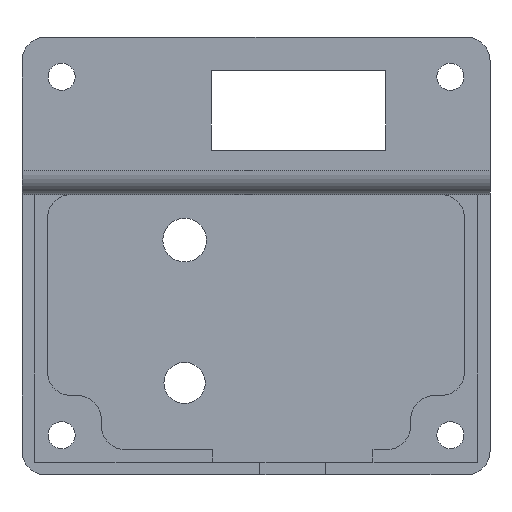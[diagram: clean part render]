
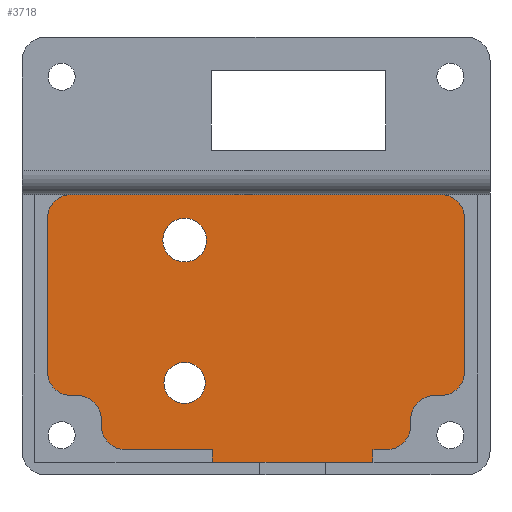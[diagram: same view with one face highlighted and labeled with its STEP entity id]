
A CAD part, front view. The second image highlights one B-rep face of the part: STEP entity #3718.
In plain terms, the highlighted planar face has unit normal (0, -1, 0).
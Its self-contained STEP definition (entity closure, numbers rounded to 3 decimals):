
#63=CIRCLE('',#3826,2.75);
#67=CIRCLE('',#3832,2.6);
#108=CIRCLE('',#3920,3.);
#110=CIRCLE('',#3924,3.);
#112=CIRCLE('',#3928,3.);
#115=CIRCLE('',#3933,3.);
#117=CIRCLE('',#3938,3.);
#118=CIRCLE('',#3941,3.);
#120=CIRCLE('',#3944,3.);
#121=CIRCLE('',#3945,3.);
#146=FACE_BOUND('',#715,.T.);
#147=FACE_BOUND('',#716,.T.);
#494=FACE_OUTER_BOUND('',#714,.T.);
#714=EDGE_LOOP('',(#3301,#3302,#3303,#3304,#3305,#3306,#3307,#3308,#3309,
#3310,#3311,#3312,#3313,#3314,#3315,#3316,#3317,#3318,#3319,#3320));
#715=EDGE_LOOP('',(#3321));
#716=EDGE_LOOP('',(#3322));
#1029=LINE('',#6665,#1384);
#1037=LINE('',#6683,#1392);
#1041=LINE('',#6695,#1396);
#1050=LINE('',#6719,#1405);
#1053=LINE('',#6727,#1408);
#1057=LINE('',#6739,#1412);
#1058=LINE('',#6741,#1413);
#1059=LINE('',#6745,#1414);
#1060=LINE('',#6749,#1415);
#1061=LINE('',#6751,#1416);
#1062=LINE('',#6753,#1417);
#1063=LINE('',#6754,#1418);
#1384=VECTOR('',#4595,10.);
#1392=VECTOR('',#4611,10.);
#1396=VECTOR('',#4623,10.);
#1405=VECTOR('',#4644,10.);
#1408=VECTOR('',#4653,10.);
#1412=VECTOR('',#4665,10.);
#1413=VECTOR('',#4666,10.);
#1414=VECTOR('',#4669,10.);
#1415=VECTOR('',#4672,10.);
#1416=VECTOR('',#4673,10.);
#1417=VECTOR('',#4674,10.);
#1418=VECTOR('',#4675,10.);
#1675=VERTEX_POINT('',#6395);
#1678=VERTEX_POINT('',#6405);
#1756=VERTEX_POINT('',#6653);
#1757=VERTEX_POINT('',#6654);
#1761=VERTEX_POINT('',#6664);
#1765=VERTEX_POINT('',#6676);
#1767=VERTEX_POINT('',#6682);
#1769=VERTEX_POINT('',#6688);
#1771=VERTEX_POINT('',#6694);
#1774=VERTEX_POINT('',#6702);
#1780=VERTEX_POINT('',#6718);
#1781=VERTEX_POINT('',#6722);
#1782=VERTEX_POINT('',#6726);
#1783=VERTEX_POINT('',#6730);
#1784=VERTEX_POINT('',#6731);
#1787=VERTEX_POINT('',#6740);
#1788=VERTEX_POINT('',#6742);
#1789=VERTEX_POINT('',#6744);
#1790=VERTEX_POINT('',#6746);
#1791=VERTEX_POINT('',#6748);
#1792=VERTEX_POINT('',#6750);
#1793=VERTEX_POINT('',#6752);
#2139=EDGE_CURVE('',#1675,#1675,#63,.T.);
#2144=EDGE_CURVE('',#1678,#1678,#67,.T.);
#2266=EDGE_CURVE('',#1756,#1757,#108,.T.);
#2271=EDGE_CURVE('',#1761,#1756,#1029,.T.);
#2278=EDGE_CURVE('',#1765,#1761,#110,.T.);
#2281=EDGE_CURVE('',#1767,#1765,#1037,.T.);
#2284=EDGE_CURVE('',#1769,#1767,#112,.T.);
#2287=EDGE_CURVE('',#1771,#1769,#1041,.T.);
#2291=EDGE_CURVE('',#1771,#1774,#115,.F.);
#2299=EDGE_CURVE('',#1780,#1774,#1050,.T.);
#2301=EDGE_CURVE('',#1781,#1780,#117,.T.);
#2303=EDGE_CURVE('',#1782,#1781,#1053,.T.);
#2305=EDGE_CURVE('',#1783,#1784,#118,.T.);
#2309=EDGE_CURVE('',#1757,#1783,#1057,.T.);
#2310=EDGE_CURVE('',#1784,#1787,#1058,.T.);
#2311=EDGE_CURVE('',#1788,#1787,#120,.F.);
#2312=EDGE_CURVE('',#1788,#1789,#1059,.T.);
#2313=EDGE_CURVE('',#1789,#1790,#121,.T.);
#2314=EDGE_CURVE('',#1790,#1791,#1060,.T.);
#2315=EDGE_CURVE('',#1791,#1792,#1061,.T.);
#2316=EDGE_CURVE('',#1792,#1793,#1062,.T.);
#2317=EDGE_CURVE('',#1793,#1782,#1063,.T.);
#3301=ORIENTED_EDGE('',*,*,#2266,.T.);
#3302=ORIENTED_EDGE('',*,*,#2309,.T.);
#3303=ORIENTED_EDGE('',*,*,#2305,.T.);
#3304=ORIENTED_EDGE('',*,*,#2310,.T.);
#3305=ORIENTED_EDGE('',*,*,#2311,.F.);
#3306=ORIENTED_EDGE('',*,*,#2312,.T.);
#3307=ORIENTED_EDGE('',*,*,#2313,.T.);
#3308=ORIENTED_EDGE('',*,*,#2314,.T.);
#3309=ORIENTED_EDGE('',*,*,#2315,.T.);
#3310=ORIENTED_EDGE('',*,*,#2316,.T.);
#3311=ORIENTED_EDGE('',*,*,#2317,.T.);
#3312=ORIENTED_EDGE('',*,*,#2303,.T.);
#3313=ORIENTED_EDGE('',*,*,#2301,.T.);
#3314=ORIENTED_EDGE('',*,*,#2299,.T.);
#3315=ORIENTED_EDGE('',*,*,#2291,.F.);
#3316=ORIENTED_EDGE('',*,*,#2287,.T.);
#3317=ORIENTED_EDGE('',*,*,#2284,.T.);
#3318=ORIENTED_EDGE('',*,*,#2281,.T.);
#3319=ORIENTED_EDGE('',*,*,#2278,.T.);
#3320=ORIENTED_EDGE('',*,*,#2271,.T.);
#3321=ORIENTED_EDGE('',*,*,#2139,.T.);
#3322=ORIENTED_EDGE('',*,*,#2144,.T.);
#3524=PLANE('',#3943);
#3718=ADVANCED_FACE('',(#494,#146,#147),#3524,.F.);
#3826=AXIS2_PLACEMENT_3D('',#6397,#4316,#4317);
#3832=AXIS2_PLACEMENT_3D('',#6407,#4329,#4330);
#3920=AXIS2_PLACEMENT_3D('',#6655,#4586,#4587);
#3924=AXIS2_PLACEMENT_3D('',#6677,#4604,#4605);
#3928=AXIS2_PLACEMENT_3D('',#6689,#4616,#4617);
#3933=AXIS2_PLACEMENT_3D('',#6703,#4630,#4631);
#3938=AXIS2_PLACEMENT_3D('',#6723,#4648,#4649);
#3941=AXIS2_PLACEMENT_3D('',#6732,#4657,#4658);
#3943=AXIS2_PLACEMENT_3D('',#6738,#4663,#4664);
#3944=AXIS2_PLACEMENT_3D('',#6743,#4667,#4668);
#3945=AXIS2_PLACEMENT_3D('',#6747,#4670,#4671);
#4316=DIRECTION('center_axis',(0.,1.,0.));
#4317=DIRECTION('ref_axis',(-1.,0.,0.));
#4329=DIRECTION('center_axis',(0.,1.,0.));
#4330=DIRECTION('ref_axis',(-1.,0.,0.));
#4586=DIRECTION('center_axis',(0.,-1.,0.));
#4587=DIRECTION('ref_axis',(-0.707,0.,0.707));
#4595=DIRECTION('',(-1.,0.,0.));
#4604=DIRECTION('center_axis',(0.,-1.,0.));
#4605=DIRECTION('ref_axis',(0.707,0.,0.707));
#4611=DIRECTION('',(0.,0.,1.));
#4616=DIRECTION('center_axis',(0.,-1.,0.));
#4617=DIRECTION('ref_axis',(0.707,0.,-0.707));
#4623=DIRECTION('',(1.,0.,0.));
#4630=DIRECTION('center_axis',(0.,1.,0.));
#4631=DIRECTION('ref_axis',(-0.707,0.,0.707));
#4644=DIRECTION('',(0.,0.,1.));
#4648=DIRECTION('center_axis',(0.,-1.,0.));
#4649=DIRECTION('ref_axis',(0.707,0.,-0.707));
#4653=DIRECTION('',(1.,0.,0.));
#4657=DIRECTION('center_axis',(0.,-1.,0.));
#4658=DIRECTION('ref_axis',(-0.707,0.,-0.707));
#4663=DIRECTION('center_axis',(0.,1.,0.));
#4664=DIRECTION('ref_axis',(-1.,0.,0.));
#4665=DIRECTION('',(0.,0.,-1.));
#4666=DIRECTION('',(1.,0.,0.));
#4667=DIRECTION('center_axis',(0.,1.,0.));
#4668=DIRECTION('ref_axis',(0.707,0.,0.707));
#4669=DIRECTION('',(0.,0.,-1.));
#4670=DIRECTION('center_axis',(0.,-1.,0.));
#4671=DIRECTION('ref_axis',(-0.707,0.,-0.707));
#4672=DIRECTION('',(1.,0.,0.));
#4673=DIRECTION('',(0.,0.,-1.));
#4674=DIRECTION('',(1.,0.,0.));
#4675=DIRECTION('',(0.,0.,1.));
#6395=CARTESIAN_POINT('',(23.25,10.45,-25.6));
#6397=CARTESIAN_POINT('Origin',(20.5,10.45,-25.6));
#6405=CARTESIAN_POINT('',(23.1,10.45,-43.6));
#6407=CARTESIAN_POINT('Origin',(20.5,10.45,-43.6));
#6653=CARTESIAN_POINT('',(6.2,10.45,-19.85));
#6654=CARTESIAN_POINT('',(3.2,10.45,-22.85));
#6655=CARTESIAN_POINT('Origin',(6.2,10.45,-22.85));
#6664=CARTESIAN_POINT('',(52.8,10.45,-19.85));
#6665=CARTESIAN_POINT('',(0.,10.45,-19.85));
#6676=CARTESIAN_POINT('',(55.8,10.45,-22.85));
#6677=CARTESIAN_POINT('Origin',(52.8,10.45,-22.85));
#6682=CARTESIAN_POINT('',(55.8,10.45,-42.2));
#6683=CARTESIAN_POINT('',(55.8,10.45,-19.45));
#6688=CARTESIAN_POINT('',(52.8,10.45,-45.2));
#6689=CARTESIAN_POINT('Origin',(52.8,10.45,-42.2));
#6694=CARTESIAN_POINT('',(52.,10.45,-45.2));
#6695=CARTESIAN_POINT('',(42.65,10.45,-45.2));
#6702=CARTESIAN_POINT('',(49.,10.45,-48.2));
#6703=CARTESIAN_POINT('Origin',(52.,10.45,-48.2));
#6718=CARTESIAN_POINT('',(49.,10.45,-49.));
#6719=CARTESIAN_POINT('',(49.,10.45,-32.125));
#6722=CARTESIAN_POINT('',(46.,10.45,-52.));
#6723=CARTESIAN_POINT('Origin',(46.,10.45,-49.));
#6726=CARTESIAN_POINT('',(44.25,10.45,-52.));
#6727=CARTESIAN_POINT('',(42.65,10.45,-52.));
#6730=CARTESIAN_POINT('',(3.2,10.45,-42.2));
#6731=CARTESIAN_POINT('',(6.2,10.45,-45.2));
#6732=CARTESIAN_POINT('Origin',(6.2,10.45,-42.2));
#6738=CARTESIAN_POINT('Origin',(29.5,10.45,-19.05));
#6739=CARTESIAN_POINT('',(3.2,10.45,-35.525));
#6740=CARTESIAN_POINT('',(7.,10.45,-45.2));
#6741=CARTESIAN_POINT('',(19.75,10.45,-45.2));
#6742=CARTESIAN_POINT('',(10.,10.45,-48.2));
#6743=CARTESIAN_POINT('Origin',(7.,10.45,-48.2));
#6744=CARTESIAN_POINT('',(10.,10.45,-49.));
#6745=CARTESIAN_POINT('',(10.,10.45,-35.525));
#6746=CARTESIAN_POINT('',(13.,10.45,-52.));
#6747=CARTESIAN_POINT('Origin',(13.,10.45,-49.));
#6748=CARTESIAN_POINT('',(24.,10.45,-52.));
#6749=CARTESIAN_POINT('',(26.75,10.45,-52.));
#6750=CARTESIAN_POINT('',(24.,10.45,-53.6));
#6751=CARTESIAN_POINT('',(24.,10.45,-36.325));
#6752=CARTESIAN_POINT('',(44.25,10.45,-53.6));
#6753=CARTESIAN_POINT('',(31.813,10.45,-53.6));
#6754=CARTESIAN_POINT('',(44.25,10.45,-35.525));
